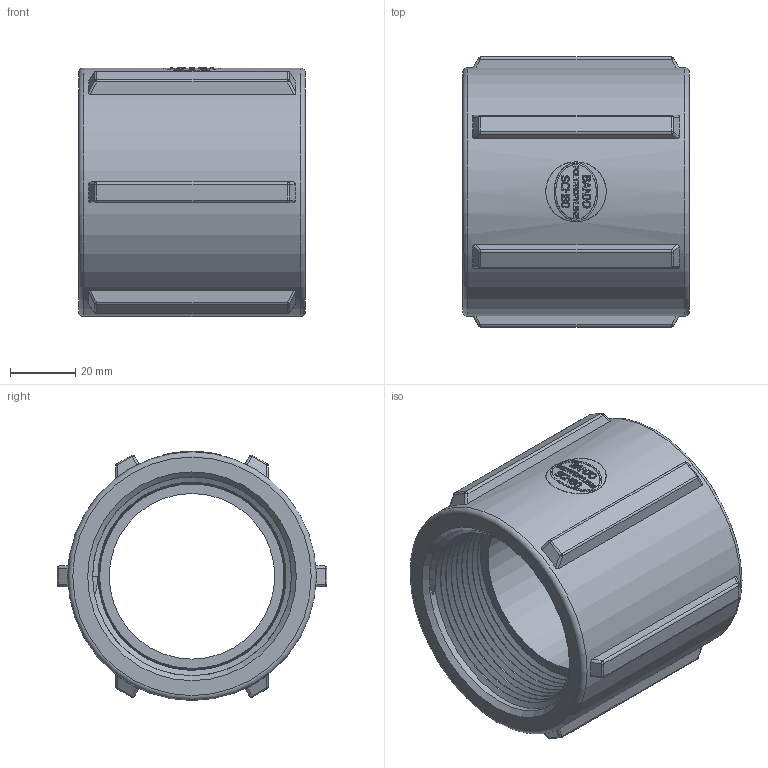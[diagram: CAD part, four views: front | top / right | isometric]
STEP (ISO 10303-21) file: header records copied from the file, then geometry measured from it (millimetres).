
FILE_DESCRIPTION(/* description */ ('2" PIPE COUPLING Unbagged'),/* implementation_level */ '2;1');
FILE_NAME(/* name */ 'CPLG200.stp',/* time_stamp */ '2014-08-06T08:47:17-04:00',/* author */ ('mclevenger'),/* organization */ (''),/* preprocessor_version */ 'ST-DEVELOPER v15.2',/* originating_system */ 'Autodesk Inventor 2014',/* authorisation */ '');
FILE_SCHEMA (('AUTOMOTIVE_DESIGN { 1 0 10303 214 3 1 1 }'));
Products named in the file (2): CPLG200U; CPLG200
Bounding box: 69.6 x 82.8 x 76.38 mm (x, y, z)
Volume: 152993.3 mm3; surface area: 41022.2 mm2
Topology: 1 solids, 1 shells, 500 faces, 1272 edges, 820 vertices
Faces by surface type: bspline 184, plane 173, cylinder 91, cone 26, sphere 24, torus 2
Full cylindrical faces by diameter (mm): 50.8 x1, 76.2 x1
Entity records: 63981 total; most frequent: CARTESIAN_POINT 53810, ORIENTED_EDGE 2418, DIRECTION 1481, EDGE_CURVE 1209, VERTEX_POINT 784, EDGE_LOOP 539, B_SPLINE_CURVE_WITH_KNOTS 520, LINE 499
